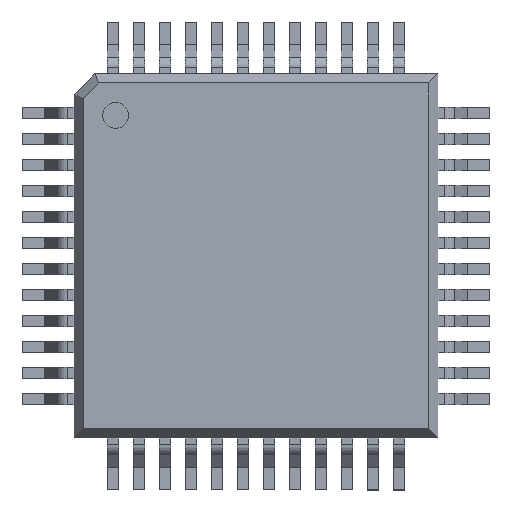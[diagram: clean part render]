
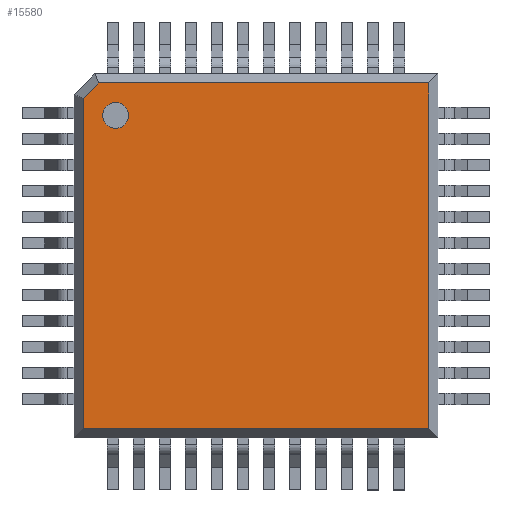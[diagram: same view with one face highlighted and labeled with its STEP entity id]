
A CAD part, top view. The second image highlights one B-rep face of the part: STEP entity #15580.
In plain terms, the highlighted planar face has unit normal (0, 0, 1).
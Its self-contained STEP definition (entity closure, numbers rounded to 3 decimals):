
#1423 = VERTEX_POINT ( 'NONE', #1533 ) ;
#1526 = VECTOR ( 'NONE', #3939, 1000. ) ;
#1533 = CARTESIAN_POINT ( 'NONE',  ( -3.325, -3.261, 1.56 ) ) ;
#2285 = CIRCLE ( 'NONE', #11787, 0.25 ) ;
#2628 = DIRECTION ( 'NONE',  ( 0., 1., 0. ) ) ;
#2649 = EDGE_CURVE ( 'NONE', #6941, #24247, #2285, .T. ) ;
#3658 = FACE_OUTER_BOUND ( 'NONE', #5569, .T. ) ;
#3939 = DIRECTION ( 'NONE',  ( -1., 0., 0. ) ) ;
#4062 = EDGE_CURVE ( 'NONE', #1423, #22133, #8771, .T. ) ;
#4091 = DIRECTION ( 'NONE',  ( 0., 0., 1. ) ) ;
#4652 = VECTOR ( 'NONE', #24418, 1000. ) ;
#4784 = VERTEX_POINT ( 'NONE', #15538 ) ;
#5490 = CARTESIAN_POINT ( 'NONE',  ( 3.325, -3.261, 1.56 ) ) ;
#5569 = EDGE_LOOP ( 'NONE', ( #8238, #18367, #16374, #20566, #14698 ) ) ;
#5905 = DIRECTION ( 'NONE',  ( 0., -1., 0. ) ) ;
#6347 = ORIENTED_EDGE ( 'NONE', *, *, #6960, .F. ) ;
#6941 = VERTEX_POINT ( 'NONE', #24613 ) ;
#6960 = EDGE_CURVE ( 'NONE', #24247, #6941, #23296, .T. ) ;
#7032 = CARTESIAN_POINT ( 'NONE',  ( -2.7, 2.764, 1.56 ) ) ;
#7810 = CARTESIAN_POINT ( 'NONE',  ( -3.1, 3.388, 1.56 ) ) ;
#7845 = EDGE_CURVE ( 'NONE', #23789, #4784, #19875, .T. ) ;
#7902 = CARTESIAN_POINT ( 'NONE',  ( -3.5, 3.564, 1.56 ) ) ;
#8238 = ORIENTED_EDGE ( 'NONE', *, *, #4062, .T. ) ;
#8399 = EDGE_CURVE ( 'NONE', #22133, #19376, #8689, .T. ) ;
#8689 = LINE ( 'NONE', #10642, #14062 ) ;
#8771 = LINE ( 'NONE', #13243, #4652 ) ;
#9470 = PLANE ( 'NONE',  #22756 ) ;
#10642 = CARTESIAN_POINT ( 'NONE',  ( 3.325, 3.564, 1.56 ) ) ;
#10748 = VECTOR ( 'NONE', #23809, 1000. ) ;
#11787 = AXIS2_PLACEMENT_3D ( 'NONE', #23152, #4091, #5905 ) ;
#11857 = CARTESIAN_POINT ( 'NONE',  ( -2.7, 3.014, 1.56 ) ) ;
#12063 = LINE ( 'NONE', #7810, #1526 ) ;
#12349 = CARTESIAN_POINT ( 'NONE',  ( 3.325, 3.388, 1.56 ) ) ;
#12826 = EDGE_CURVE ( 'NONE', #4784, #1423, #18412, .T. ) ;
#13099 = DIRECTION ( 'NONE',  ( 0., 0., 1. ) ) ;
#13243 = CARTESIAN_POINT ( 'NONE',  ( 3.5, -3.261, 1.56 ) ) ;
#14062 = VECTOR ( 'NONE', #2628, 1000. ) ;
#14698 = ORIENTED_EDGE ( 'NONE', *, *, #12826, .T. ) ;
#15521 = DIRECTION ( 'NONE',  ( 0., -1., 0. ) ) ;
#15538 = CARTESIAN_POINT ( 'NONE',  ( -3.325, 3.091, 1.56 ) ) ;
#15580 = ADVANCED_FACE ( 'NONE', ( #17687, #3658 ), #9470, .T. ) ;
#16029 = CARTESIAN_POINT ( 'NONE',  ( -3.176, 3.24, 1.56 ) ) ;
#16374 = ORIENTED_EDGE ( 'NONE', *, *, #21430, .T. ) ;
#17687 = FACE_BOUND ( 'NONE', #25017, .T. ) ;
#18144 = DIRECTION ( 'NONE',  ( 0., -1., 0. ) ) ;
#18274 = CARTESIAN_POINT ( 'NONE',  ( -3.325, -3.436, 1.56 ) ) ;
#18367 = ORIENTED_EDGE ( 'NONE', *, *, #8399, .T. ) ;
#18412 = LINE ( 'NONE', #18274, #21836 ) ;
#19376 = VERTEX_POINT ( 'NONE', #12349 ) ;
#19875 = LINE ( 'NONE', #16029, #10748 ) ;
#20566 = ORIENTED_EDGE ( 'NONE', *, *, #7845, .T. ) ;
#21430 = EDGE_CURVE ( 'NONE', #19376, #23789, #12063, .T. ) ;
#21672 = AXIS2_PLACEMENT_3D ( 'NONE', #7032, #13099, #22849 ) ;
#21836 = VECTOR ( 'NONE', #18144, 1000. ) ;
#22012 = ORIENTED_EDGE ( 'NONE', *, *, #2649, .F. ) ;
#22133 = VERTEX_POINT ( 'NONE', #5490 ) ;
#22756 = AXIS2_PLACEMENT_3D ( 'NONE', #7902, #22965, #15521 ) ;
#22849 = DIRECTION ( 'NONE',  ( 0., -1., 0. ) ) ;
#22965 = DIRECTION ( 'NONE',  ( 0., 0., 1. ) ) ;
#23152 = CARTESIAN_POINT ( 'NONE',  ( -2.7, 2.764, 1.56 ) ) ;
#23296 = CIRCLE ( 'NONE', #21672, 0.25 ) ;
#23789 = VERTEX_POINT ( 'NONE', #24206 ) ;
#23809 = DIRECTION ( 'NONE',  ( -0.707, -0.707, 0. ) ) ;
#24206 = CARTESIAN_POINT ( 'NONE',  ( -3.027, 3.388, 1.56 ) ) ;
#24247 = VERTEX_POINT ( 'NONE', #11857 ) ;
#24418 = DIRECTION ( 'NONE',  ( 1., 0., 0. ) ) ;
#24613 = CARTESIAN_POINT ( 'NONE',  ( -2.7, 2.514, 1.56 ) ) ;
#25017 = EDGE_LOOP ( 'NONE', ( #22012, #6347 ) ) ;
